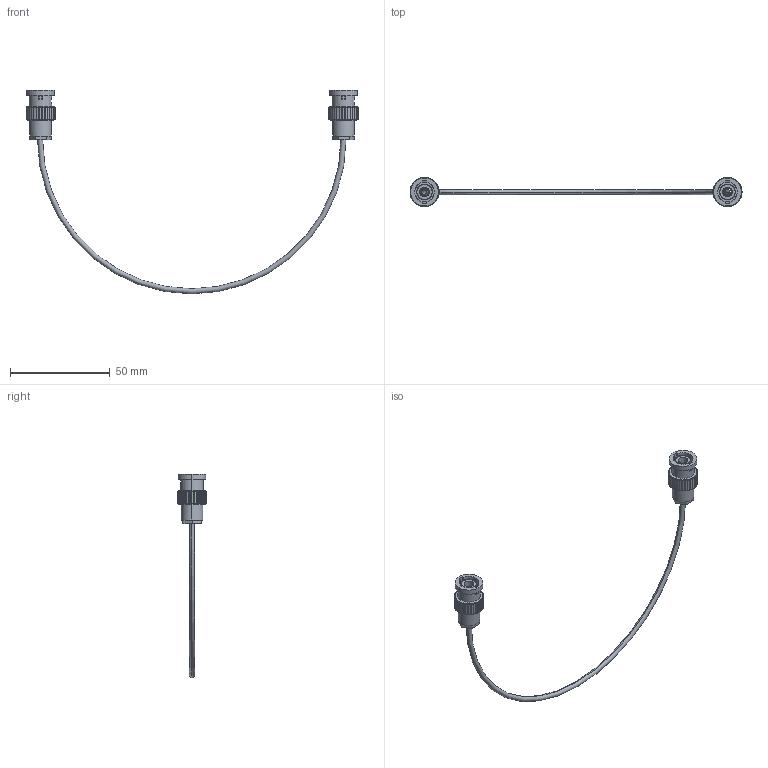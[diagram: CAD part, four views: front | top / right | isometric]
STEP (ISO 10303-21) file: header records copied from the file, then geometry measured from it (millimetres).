
FILE_DESCRIPTION (( 'STEP AP203' ), '1' );
FILE_NAME ('A7306-3-CN.STEP', '2013-11-19T13:04:53', ( '' ), ( '' ), 'SwSTEP 2.0', 'SolidWorks 2012', '' );
FILE_SCHEMA (( 'CONFIG_CONTROL_DESIGN' ));
Length unit declared in the file: inch
Products named in the file (1): A7306-3-CN
Bounding box: 166.75 x 14.6 x 102.32 mm (x, y, z)
Surface area: 6611.5 mm2 (no closed solid volume)
Topology: 0 solids, 5 shells, 519 faces, 1629 edges, 1082 vertices
Faces by surface type: plane 360, cylinder 157, torus 2
Entity records: 18222 total; most frequent: CARTESIAN_POINT 3663, DIRECTION 3026, ORIENTED_EDGE 2967, EDGE_CURVE 1629, VERTEX_POINT 1082, LINE 1072, VECTOR 1072, AXIS2_PLACEMENT_3D 977
